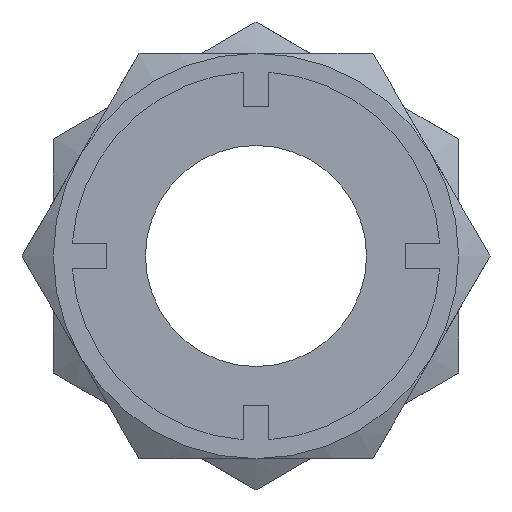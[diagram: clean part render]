
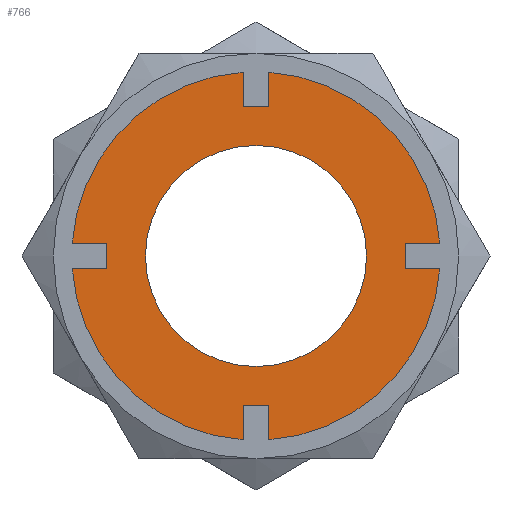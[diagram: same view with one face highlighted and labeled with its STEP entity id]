
A CAD part, left-side view. The second image highlights one B-rep face of the part: STEP entity #766.
In plain terms, the highlighted planar face has unit normal (-1, 0, 0).
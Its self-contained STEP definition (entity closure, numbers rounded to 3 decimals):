
#330=VERTEX_POINT('',#939);
#338=VERTEX_POINT('',#947);
#360=VERTEX_POINT('',#969);
#370=EDGE_CURVE('',#674,#570,#981,.T.);
#386=EDGE_CURVE('',#360,#614,#999,.T.);
#392=VERTEX_POINT('',#1006);
#398=EDGE_CURVE('',#530,#392,#1012,.T.);
#404=VERTEX_POINT('',#1018);
#414=VERTEX_POINT('',#1032);
#420=EDGE_CURVE('',#338,#746,#1039,.T.);
#516=EDGE_CURVE('',#714,#404,#1144,.T.);
#518=EDGE_CURVE('',#568,#414,#1146,.T.);
#530=VERTEX_POINT('',#1160);
#568=VERTEX_POINT('',#1199);
#570=VERTEX_POINT('',#1201);
#576=EDGE_CURVE('',#776,#714,#1207,.T.);
#580=VERTEX_POINT('',#1211);
#614=VERTEX_POINT('',#1247);
#622=VERTEX_POINT('',#1255);
#626=EDGE_CURVE('',#570,#622,#1259,.T.);
#634=VERTEX_POINT('',#1268);
#644=EDGE_CURVE('',#338,#580,#1280,.T.);
#674=VERTEX_POINT('',#1314);
#714=VERTEX_POINT('',#1359);
#730=EDGE_CURVE('',#746,#360,#1377,.T.);
#742=VERTEX_POINT('',#1389);
#746=VERTEX_POINT('',#1393);
#756=EDGE_CURVE('',#414,#634,#1405,.T.);
#766=ADVANCED_FACE('',(#1415,#1416),#1417,.T.);
#774=EDGE_CURVE('',#404,#742,#1427,.T.);
#776=VERTEX_POINT('',#1429);
#794=EDGE_CURVE('',#776,#614,#1448,.T.);
#796=EDGE_CURVE('',#392,#530,#1450,.T.);
#802=EDGE_CURVE('',#674,#330,#1456,.T.);
#850=EDGE_CURVE('',#622,#580,#1512,.T.);
#860=EDGE_CURVE('',#568,#742,#1524,.T.);
#904=EDGE_CURVE('',#634,#330,#1576,.T.);
#939=CARTESIAN_POINT('',(-12.0,0.7,9.975));
#947=CARTESIAN_POINT('',(-12.0,0.7,-9.975));
#969=CARTESIAN_POINT('',(-12.0,-0.7,-8.1));
#981=LINE('',#1685,#1686);
#999=LINE('',#1715,#1716);
#1006=CARTESIAN_POINT('',(-12.0,0.,-6.));
#1012=CIRCLE('',#1742,6.);
#1018=CARTESIAN_POINT('',(-12.0,-8.1,0.7));
#1032=CARTESIAN_POINT('',(-12.0,-0.7,8.1));
#1039=LINE('',#1781,#1782);
#1144=LINE('',#2031,#2032);
#1146=LINE('',#2035,#2036);
#1160=CARTESIAN_POINT('',(-12.0,0.,6.));
#1199=CARTESIAN_POINT('',(-12.0,-0.7,9.975));
#1201=CARTESIAN_POINT('',(-12.0,8.1,0.7));
#1207=LINE('',#2157,#2158);
#1211=CARTESIAN_POINT('',(-12.0,9.975,-0.7));
#1247=CARTESIAN_POINT('',(-12.0,-0.7,-9.975));
#1255=CARTESIAN_POINT('',(-12.0,8.1,-0.7));
#1259=LINE('',#2276,#2277);
#1268=CARTESIAN_POINT('',(-12.0,0.7,8.1));
#1280=CIRCLE('',#2300,10.0);
#1314=CARTESIAN_POINT('',(-12.0,9.975,0.7));
#1359=CARTESIAN_POINT('',(-12.0,-8.1,-0.7));
#1377=LINE('',#2464,#2465);
#1389=CARTESIAN_POINT('',(-12.0,-9.975,0.7));
#1393=CARTESIAN_POINT('',(-12.0,0.7,-8.1));
#1405=LINE('',#2518,#2519);
#1415=FACE_BOUND('',#2541,.T.);
#1416=FACE_OUTER_BOUND('',#2542,.T.);
#1417=PLANE('',#2543);
#1427=LINE('',#2564,#2565);
#1429=CARTESIAN_POINT('',(-12.0,-9.975,-0.7));
#1448=CIRCLE('',#2611,10.0);
#1450=CIRCLE('',#2614,6.);
#1456=CIRCLE('',#2631,10.0);
#1512=LINE('',#2728,#2729);
#1524=CIRCLE('',#2742,10.0);
#1576=LINE('',#2871,#2872);
#1685=CARTESIAN_POINT('',(-12.0,4.05,0.7));
#1686=VECTOR('',#2933,1.0);
#1715=CARTESIAN_POINT('',(-12.0,-0.7,-1.));
#1716=VECTOR('',#2949,1.0);
#1742=AXIS2_PLACEMENT_3D('',#2964,#2965,#2966);
#1781=CARTESIAN_POINT('',(-12.0,0.7,-0.05));
#1782=VECTOR('',#3010,1.0);
#2031=CARTESIAN_POINT('',(-12.0,-8.1,4.35));
#2032=VECTOR('',#3110,1.0);
#2035=CARTESIAN_POINT('',(-12.0,-0.7,8.05));
#2036=VECTOR('',#3111,1.0);
#2157=CARTESIAN_POINT('',(-12.0,-4.05,-0.7));
#2158=VECTOR('',#3157,1.0);
#2276=CARTESIAN_POINT('',(-12.0,8.1,3.65));
#2277=VECTOR('',#3193,1.0);
#2300=AXIS2_PLACEMENT_3D('',#3222,#3223,#3224);
#2464=CARTESIAN_POINT('',(-12.0,-0.35,-8.1));
#2465=VECTOR('',#3344,1.0);
#2518=CARTESIAN_POINT('',(-12.0,0.35,8.1));
#2519=VECTOR('',#3364,1.0);
#2541=EDGE_LOOP('',(#3367,#3368));
#2542=EDGE_LOOP('',(#3369,#3370,#3371,#3372,#3373,#3374,#3375,#3376,#3377,#3378,#3379,#3380,#3381,#3382,#3383,#3384));
#2543=AXIS2_PLACEMENT_3D('',#3385,#3386,#3387);
#2564=CARTESIAN_POINT('',(-12.0,-5.,0.7));
#2565=VECTOR('',#3404,1.0);
#2611=AXIS2_PLACEMENT_3D('',#3415,#3416,#3417);
#2614=AXIS2_PLACEMENT_3D('',#3418,#3419,#3420);
#2631=AXIS2_PLACEMENT_3D('',#3421,#3422,#3423);
#2728=CARTESIAN_POINT('',(-12.0,5.,-0.7));
#2729=VECTOR('',#3494,1.0);
#2742=AXIS2_PLACEMENT_3D('',#3510,#3511,#3512);
#2871=CARTESIAN_POINT('',(-12.0,0.7,9.));
#2872=VECTOR('',#3574,1.0);
#2933=DIRECTION('',(0.0,-1.0,0.0));
#2949=DIRECTION('',(0.0,0.0,-1.0));
#2964=CARTESIAN_POINT('',(-12.0,0.,0.));
#2965=DIRECTION('',(1.0,0.0,0.0));
#2966=DIRECTION('',(0.0,0.,1.0));
#3010=DIRECTION('',(0.0,0.0,1.0));
#3110=DIRECTION('',(0.0,0.0,1.0));
#3111=DIRECTION('',(0.0,0.0,-1.0));
#3157=DIRECTION('',(0.0,1.0,0.0));
#3193=DIRECTION('',(0.0,0.0,-1.0));
#3222=CARTESIAN_POINT('',(-12.0,0.,0.));
#3223=DIRECTION('',(1.0,0.0,0.0));
#3224=DIRECTION('',(0.0,0.,1.0));
#3344=DIRECTION('',(0.0,-1.0,0.0));
#3364=DIRECTION('',(0.0,1.0,0.0));
#3367=ORIENTED_EDGE('',*,*,#398,.T.);
#3368=ORIENTED_EDGE('',*,*,#796,.T.);
#3369=ORIENTED_EDGE('',*,*,#576,.T.);
#3370=ORIENTED_EDGE('',*,*,#516,.T.);
#3371=ORIENTED_EDGE('',*,*,#774,.T.);
#3372=ORIENTED_EDGE('',*,*,#860,.F.);
#3373=ORIENTED_EDGE('',*,*,#518,.T.);
#3374=ORIENTED_EDGE('',*,*,#756,.T.);
#3375=ORIENTED_EDGE('',*,*,#904,.T.);
#3376=ORIENTED_EDGE('',*,*,#802,.F.);
#3377=ORIENTED_EDGE('',*,*,#370,.T.);
#3378=ORIENTED_EDGE('',*,*,#626,.T.);
#3379=ORIENTED_EDGE('',*,*,#850,.T.);
#3380=ORIENTED_EDGE('',*,*,#644,.F.);
#3381=ORIENTED_EDGE('',*,*,#420,.T.);
#3382=ORIENTED_EDGE('',*,*,#730,.T.);
#3383=ORIENTED_EDGE('',*,*,#386,.T.);
#3384=ORIENTED_EDGE('',*,*,#794,.F.);
#3385=CARTESIAN_POINT('',(-12.0,0.,8.));
#3386=DIRECTION('',(-1.0,-0.0,0.0));
#3387=DIRECTION('',(0.0,0.,-1.0));
#3404=DIRECTION('',(0.0,-1.0,0.0));
#3415=CARTESIAN_POINT('',(-12.0,0.,0.));
#3416=DIRECTION('',(1.0,0.0,0.0));
#3417=DIRECTION('',(0.0,0.,1.0));
#3418=CARTESIAN_POINT('',(-12.0,0.,0.));
#3419=DIRECTION('',(1.0,0.0,0.0));
#3420=DIRECTION('',(0.0,0.,1.0));
#3421=CARTESIAN_POINT('',(-12.0,0.,0.));
#3422=DIRECTION('',(1.0,0.0,0.0));
#3423=DIRECTION('',(0.0,0.,1.0));
#3494=DIRECTION('',(0.0,1.0,0.0));
#3510=CARTESIAN_POINT('',(-12.0,0.,0.));
#3511=DIRECTION('',(1.0,0.0,0.0));
#3512=DIRECTION('',(0.0,0.,1.0));
#3574=DIRECTION('',(0.0,0.0,1.0));
